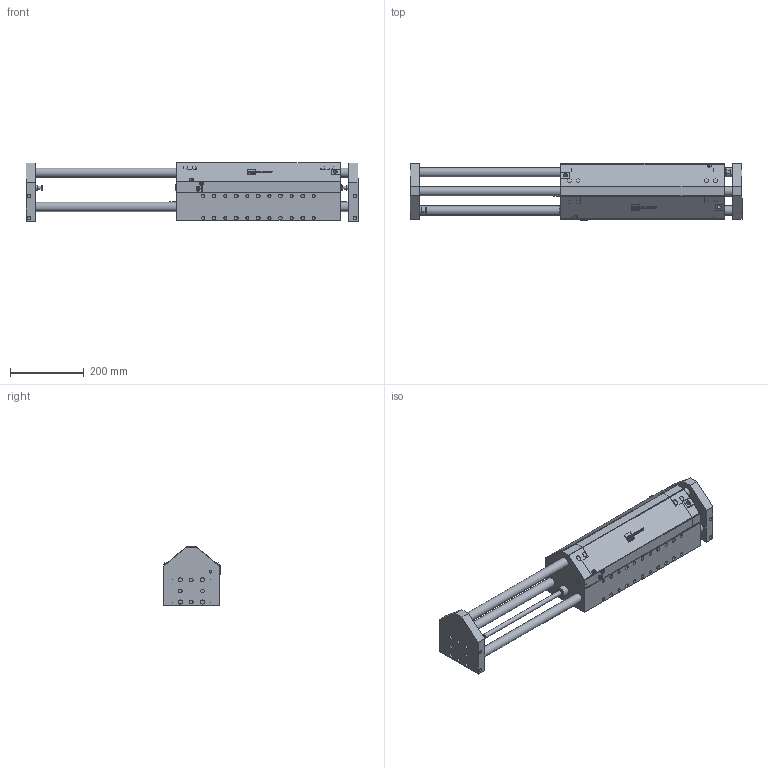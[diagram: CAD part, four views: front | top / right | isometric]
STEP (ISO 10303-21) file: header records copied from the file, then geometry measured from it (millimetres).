
FILE_DESCRIPTION((''),'2;1');
FILE_NAME('MSL5-360-3F.stp','2012-10-01T16:14:42',('hartung_david'),(''),'Autodesk Inventor 2012','Autodesk Inventor 2012','');
FILE_SCHEMA(('AUTOMOTIVE_DESIGN { 1 0 10303 214 1 1 1 1 }'));
Length unit declared in the file: millimetre
Products named in the file (3): MSL5-360-3F; MSL5-360-3F-010; MSL5-360-3F-020
Assembly tree (2 placements, depth 2):
  MSL5-360-3F
    MSL5-360-3F-010
    MSL5-360-3F-020
Bounding box: 900 x 153.52 x 159 mm (x, y, z)
Volume: 10472473.5 mm3; surface area: 1024288.8 mm2
Topology: 2 solids, 26 shells, 1176 faces, 3093 edges, 2033 vertices
Faces by surface type: plane 545, bspline 282, cylinder 215, cone 130, torus 4
Full cylindrical faces by diameter (mm): 3.242 x2, 3.7 x2, 4 x2, 4.917 x2, 6.5 x2, 6.917 x4, 8 x4, 8.376 x36, 8.5 x2, 8.8 x2, 8.917 x12, 9.5 x2, 10 x38, 10.8 x2, 11 x18, 11.4 x2, 11.445 x2, 11.5 x2, 12 x4, 13.6 x2, 14 x2, 17.4 x2, 18 x4, 19 x4, 20 x2, 23.376 x2, 25 x10, 25.05 x2, 27 x2
Entity records: 37059 total; most frequent: CARTESIAN_POINT 10341, ORIENTED_EDGE 5306, DIRECTION 4315, EDGE_CURVE 2653, VERTEX_POINT 1888, EDGE_LOOP 1637, VECTOR 1539, LINE 1539
